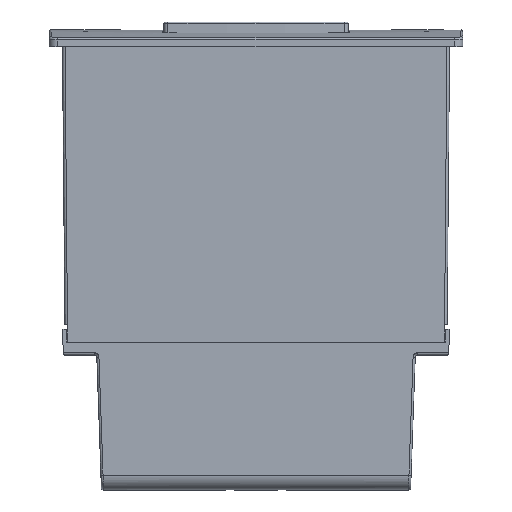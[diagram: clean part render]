
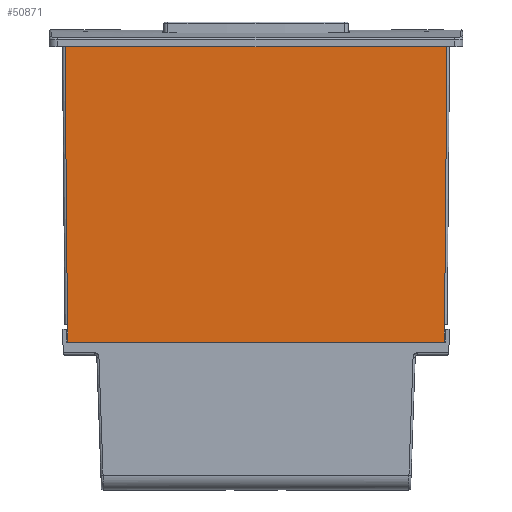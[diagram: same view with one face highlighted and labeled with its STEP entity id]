
A CAD part, front view. The second image highlights one B-rep face of the part: STEP entity #50871.
In plain terms, the highlighted planar face has unit normal (0, -1, -0.009).
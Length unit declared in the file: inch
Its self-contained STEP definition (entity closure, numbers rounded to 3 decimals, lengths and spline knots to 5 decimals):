
#66 = CARTESIAN_POINT ( 'NONE',  ( 0.86019, -0.42002, -1.26969 ) ) ;
#917 = DIRECTION ( 'NONE',  ( 0., 0.009, -1. ) ) ;
#1211 = CARTESIAN_POINT ( 'NONE',  ( 0.94488, -0.4311, 0. ) ) ;
#1423 = CARTESIAN_POINT ( 'NONE',  ( -0.86097, -0.42002, -1.26969 ) ) ;
#1847 = ORIENTED_EDGE ( 'NONE', *, *, #45210, .T. ) ;
#2322 = DIRECTION ( 'NONE',  ( 0.009, -0.009, 1. ) ) ;
#3869 = EDGE_CURVE ( 'NONE', #6011, #44286, #16208, .T. ) ;
#4701 = ORIENTED_EDGE ( 'NONE', *, *, #48995, .T. ) ;
#5107 = VECTOR ( 'NONE', #2322, 39.37008 ) ;
#5664 = CARTESIAN_POINT ( 'NONE',  ( 0.86088, -0.42002, -1.26969 ) ) ;
#6011 = VERTEX_POINT ( 'NONE', #36850 ) ;
#6951 = DIRECTION ( 'NONE',  ( -1., 0., 0. ) ) ;
#7237 = LINE ( 'NONE', #12412, #44641 ) ;
#7414 = ORIENTED_EDGE ( 'NONE', *, *, #25163, .F. ) ;
#9957 = VERTEX_POINT ( 'NONE', #37284 ) ;
#10180 = VECTOR ( 'NONE', #29709, 39.37008 ) ;
#10186 = LINE ( 'NONE', #42162, #5107 ) ;
#12015 = ORIENTED_EDGE ( 'NONE', *, *, #3869, .T. ) ;
#12412 = CARTESIAN_POINT ( 'NONE',  ( 0.94488, -0.4311, 0. ) ) ;
#13485 = EDGE_CURVE ( 'NONE', #21665, #14015, #52373, .T. ) ;
#14015 = VERTEX_POINT ( 'NONE', #1423 ) ;
#14112 = LINE ( 'NONE', #22552, #34951 ) ;
#15938 = VERTEX_POINT ( 'NONE', #5664 ) ;
#16208 = LINE ( 'NONE', #16771, #43999 ) ;
#16336 = CARTESIAN_POINT ( 'NONE',  ( -0.87205, -0.4311, 0. ) ) ;
#16771 = CARTESIAN_POINT ( 'NONE',  ( 0.94488, -0.41933, -1.34843 ) ) ;
#16835 = EDGE_CURVE ( 'NONE', #46075, #14015, #52168, .T. ) ;
#18067 = PLANE ( 'NONE',  #27976 ) ;
#21665 = VERTEX_POINT ( 'NONE', #40532 ) ;
#22150 = LINE ( 'NONE', #66, #38072 ) ;
#22552 = CARTESIAN_POINT ( 'NONE',  ( -0.86088, -0.42002, -1.26969 ) ) ;
#22841 = DIRECTION ( 'NONE',  ( 0.009, 0.009, -1. ) ) ;
#25163 = EDGE_CURVE ( 'NONE', #9957, #15938, #22150, .T. ) ;
#27753 = VECTOR ( 'NONE', #53224, 39.37008 ) ;
#27976 = AXIS2_PLACEMENT_3D ( 'NONE', #1211, #40460, #917 ) ;
#29709 = DIRECTION ( 'NONE',  ( 0.009, 0.009, -1. ) ) ;
#31658 = ORIENTED_EDGE ( 'NONE', *, *, #16835, .F. ) ;
#33943 = DIRECTION ( 'NONE',  ( 1., 0., 0. ) ) ;
#34138 = DIRECTION ( 'NONE',  ( -1., 0., 0. ) ) ;
#34951 = VECTOR ( 'NONE', #22841, 39.37008 ) ;
#36075 = FACE_OUTER_BOUND ( 'NONE', #48479, .T. ) ;
#36440 = EDGE_CURVE ( 'NONE', #44286, #15938, #52937, .T. ) ;
#36459 = CARTESIAN_POINT ( 'NONE',  ( 0.87205, -0.4311, 0. ) ) ;
#36787 = CARTESIAN_POINT ( 'NONE',  ( -0.86088, -0.42002, -1.26969 ) ) ;
#36850 = CARTESIAN_POINT ( 'NONE',  ( -0.86019, -0.41933, -1.34843 ) ) ;
#37284 = CARTESIAN_POINT ( 'NONE',  ( 0.86097, -0.42002, -1.26969 ) ) ;
#38072 = VECTOR ( 'NONE', #43396, 39.37008 ) ;
#38132 = ORIENTED_EDGE ( 'NONE', *, *, #36440, .T. ) ;
#40460 = DIRECTION ( 'NONE',  ( 0., -1., -0.009 ) ) ;
#40532 = CARTESIAN_POINT ( 'NONE',  ( -0.87205, -0.4311, 0. ) ) ;
#40823 = VECTOR ( 'NONE', #34138, 39.37008 ) ;
#41192 = EDGE_CURVE ( 'NONE', #51117, #21665, #7237, .T. ) ;
#42162 = CARTESIAN_POINT ( 'NONE',  ( 0.86097, -0.42002, -1.26969 ) ) ;
#43396 = DIRECTION ( 'NONE',  ( -1., 0., 0. ) ) ;
#43999 = VECTOR ( 'NONE', #33943, 39.37008 ) ;
#44286 = VERTEX_POINT ( 'NONE', #46799 ) ;
#44641 = VECTOR ( 'NONE', #6951, 39.37008 ) ;
#45210 = EDGE_CURVE ( 'NONE', #9957, #51117, #10186, .T. ) ;
#46075 = VERTEX_POINT ( 'NONE', #36787 ) ;
#46591 = ORIENTED_EDGE ( 'NONE', *, *, #13485, .T. ) ;
#46799 = CARTESIAN_POINT ( 'NONE',  ( 0.86019, -0.41933, -1.34843 ) ) ;
#47049 = ORIENTED_EDGE ( 'NONE', *, *, #41192, .T. ) ;
#47797 = CARTESIAN_POINT ( 'NONE',  ( -0.86019, -0.42002, -1.26969 ) ) ;
#48479 = EDGE_LOOP ( 'NONE', ( #1847, #47049, #46591, #31658, #4701, #12015, #38132, #7414 ) ) ;
#48995 = EDGE_CURVE ( 'NONE', #46075, #6011, #14112, .T. ) ;
#50871 = ADVANCED_FACE ( 'NONE', ( #36075 ), #18067, .T. ) ;
#51117 = VERTEX_POINT ( 'NONE', #36459 ) ;
#52168 = LINE ( 'NONE', #47797, #40823 ) ;
#52373 = LINE ( 'NONE', #16336, #10180 ) ;
#52937 = LINE ( 'NONE', #54092, #27753 ) ;
#53224 = DIRECTION ( 'NONE',  ( 0.009, -0.009, 1. ) ) ;
#54092 = CARTESIAN_POINT ( 'NONE',  ( 0.86019, -0.41933, -1.34843 ) ) ;
